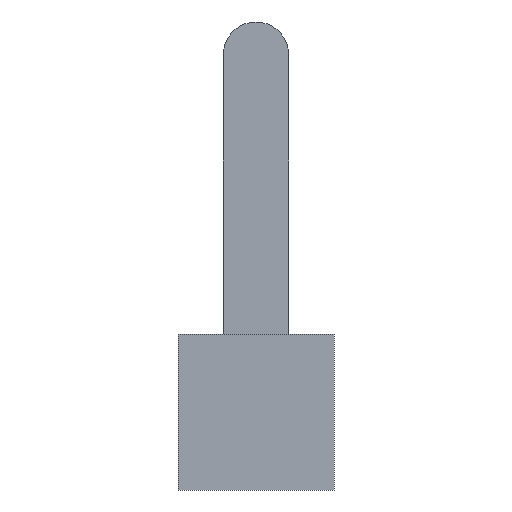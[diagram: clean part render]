
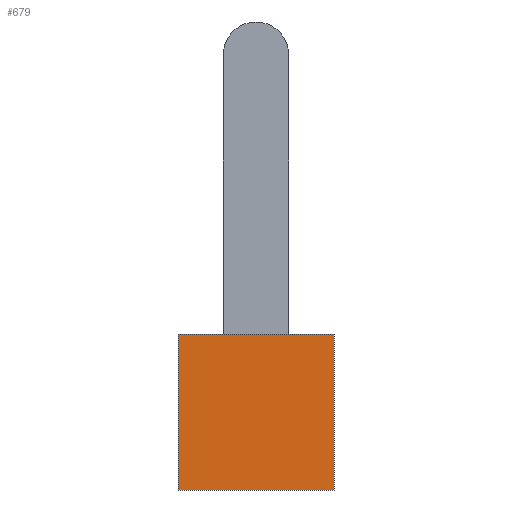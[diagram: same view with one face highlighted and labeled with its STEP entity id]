
A CAD part, left-side view. The second image highlights one B-rep face of the part: STEP entity #679.
In plain terms, the highlighted planar face has unit normal (-1, 0, 0).
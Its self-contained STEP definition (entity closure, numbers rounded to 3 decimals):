
#239=DIRECTION('',(0.,-1.,0.));
#240=VECTOR('',#239,100.);
#241=CARTESIAN_POINT('',(-15.,50.,50.));
#242=LINE('',#241,#240);
#243=DIRECTION('',(0.,0.,-1.));
#244=VECTOR('',#243,100.);
#245=CARTESIAN_POINT('',(-15.,-50.,50.));
#246=LINE('',#245,#244);
#247=DIRECTION('',(0.,1.,0.));
#248=VECTOR('',#247,100.);
#249=CARTESIAN_POINT('',(-15.,-50.,-50.));
#250=LINE('',#249,#248);
#251=DIRECTION('',(0.,0.,1.));
#252=VECTOR('',#251,100.);
#253=CARTESIAN_POINT('',(-15.,50.,-50.));
#254=LINE('',#253,#252);
#287=CARTESIAN_POINT('',(-15.,50.,50.));
#288=CARTESIAN_POINT('',(-15.,-50.,50.));
#289=VERTEX_POINT('',#287);
#290=VERTEX_POINT('',#288);
#291=CARTESIAN_POINT('',(-15.,-50.,-50.));
#292=VERTEX_POINT('',#291);
#293=CARTESIAN_POINT('',(-15.,50.,-50.));
#294=VERTEX_POINT('',#293);
#668=CARTESIAN_POINT('',(-15.,0.,0.));
#669=DIRECTION('',(1.,0.,0.));
#670=DIRECTION('',(0.,0.,-1.));
#671=AXIS2_PLACEMENT_3D('',#668,#669,#670);
#672=PLANE('',#671);
#673=ORIENTED_EDGE('',*,*,#620,.T.);
#674=ORIENTED_EDGE('',*,*,#635,.T.);
#675=ORIENTED_EDGE('',*,*,#649,.T.);
#676=ORIENTED_EDGE('',*,*,#662,.T.);
#677=EDGE_LOOP('',(#673,#674,#675,#676));
#678=FACE_OUTER_BOUND('',#677,.F.);
#620=EDGE_CURVE('',#289,#290,#242,.T.);
#635=EDGE_CURVE('',#290,#292,#246,.T.);
#649=EDGE_CURVE('',#292,#294,#250,.T.);
#662=EDGE_CURVE('',#294,#289,#254,.T.);
#679=ADVANCED_FACE('',(#678),#672,.F.);
